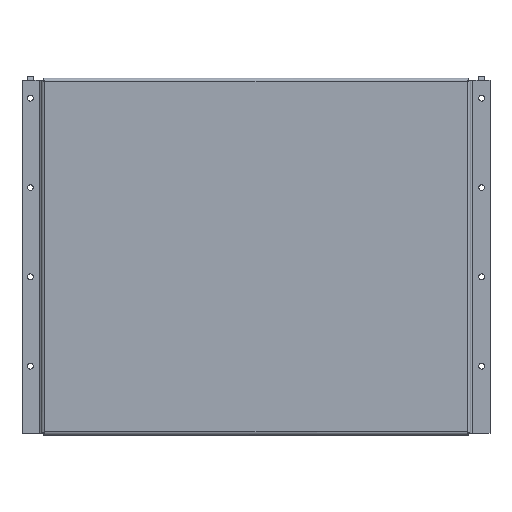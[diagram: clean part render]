
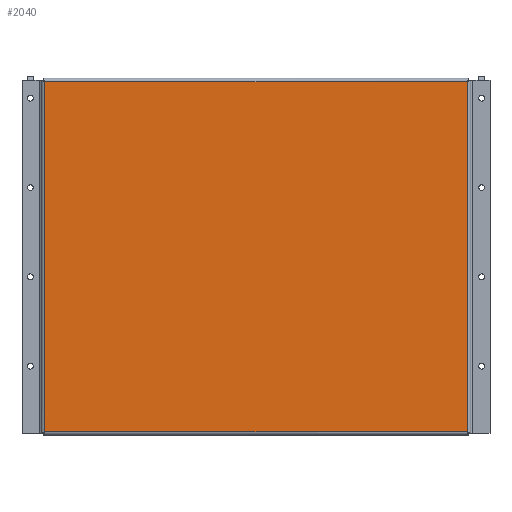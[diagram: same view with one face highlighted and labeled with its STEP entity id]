
A CAD part, front view. The second image highlights one B-rep face of the part: STEP entity #2040.
In plain terms, the highlighted planar face has unit normal (0, -1, 0).
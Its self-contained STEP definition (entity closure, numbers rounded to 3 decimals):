
#69 = CARTESIAN_POINT ( 'NONE',  ( 0., 0., 392. ) ) ;
#263 = CARTESIAN_POINT ( 'NONE',  ( 0., 0., 0. ) ) ;
#284 = CARTESIAN_POINT ( 'NONE',  ( 0., 0., 392. ) ) ;
#325 = LINE ( 'NONE', #2734, #689 ) ;
#630 = CARTESIAN_POINT ( 'NONE',  ( 477., 0., 392. ) ) ;
#689 = VECTOR ( 'NONE', #2422, 1000. ) ;
#888 = CARTESIAN_POINT ( 'NONE',  ( 477., 0., 392. ) ) ;
#946 = EDGE_CURVE ( 'NONE', #2675, #2900, #325, .T. ) ;
#1005 = CARTESIAN_POINT ( 'NONE',  ( 477., 0., 0. ) ) ;
#1118 = EDGE_CURVE ( 'NONE', #2506, #2675, #2659, .T. ) ;
#1319 = DIRECTION ( 'NONE',  ( -1., 0., 0. ) ) ;
#1400 = EDGE_CURVE ( 'NONE', #2506, #2443, #3013, .T. ) ;
#1479 = ORIENTED_EDGE ( 'NONE', *, *, #1561, .F. ) ;
#1561 = EDGE_CURVE ( 'NONE', #2443, #2900, #1813, .T. ) ;
#1635 = VECTOR ( 'NONE', #1319, 1000. ) ;
#1686 = DIRECTION ( 'NONE',  ( 0., 0., -1. ) ) ;
#1813 = LINE ( 'NONE', #263, #1635 ) ;
#1927 = DIRECTION ( 'NONE',  ( 0., -1., 0. ) ) ;
#2040 = ADVANCED_FACE ( 'NONE', ( #2442 ), #2152, .T. ) ;
#2081 = VECTOR ( 'NONE', #1686, 1000. ) ;
#2152 = PLANE ( 'NONE',  #2637 ) ;
#2245 = VECTOR ( 'NONE', #3402, 1000. ) ;
#2422 = DIRECTION ( 'NONE',  ( 0., 0., -1. ) ) ;
#2442 = FACE_OUTER_BOUND ( 'NONE', #3263, .T. ) ;
#2443 = VERTEX_POINT ( 'NONE', #1005 ) ;
#2463 = ORIENTED_EDGE ( 'NONE', *, *, #1400, .F. ) ;
#2506 = VERTEX_POINT ( 'NONE', #888 ) ;
#2637 = AXIS2_PLACEMENT_3D ( 'NONE', #69, #1927, #3361 ) ;
#2655 = CARTESIAN_POINT ( 'NONE',  ( 4., 0., 0. ) ) ;
#2659 = LINE ( 'NONE', #284, #2245 ) ;
#2675 = VERTEX_POINT ( 'NONE', #3392 ) ;
#2734 = CARTESIAN_POINT ( 'NONE',  ( 4., 0., 392. ) ) ;
#2900 = VERTEX_POINT ( 'NONE', #2655 ) ;
#3013 = LINE ( 'NONE', #630, #2081 ) ;
#3119 = ORIENTED_EDGE ( 'NONE', *, *, #1118, .T. ) ;
#3263 = EDGE_LOOP ( 'NONE', ( #1479, #2463, #3119, #3295 ) ) ;
#3295 = ORIENTED_EDGE ( 'NONE', *, *, #946, .T. ) ;
#3361 = DIRECTION ( 'NONE',  ( 0., 0., -1. ) ) ;
#3392 = CARTESIAN_POINT ( 'NONE',  ( 4., 0., 392. ) ) ;
#3402 = DIRECTION ( 'NONE',  ( -1., 0., 0. ) ) ;
